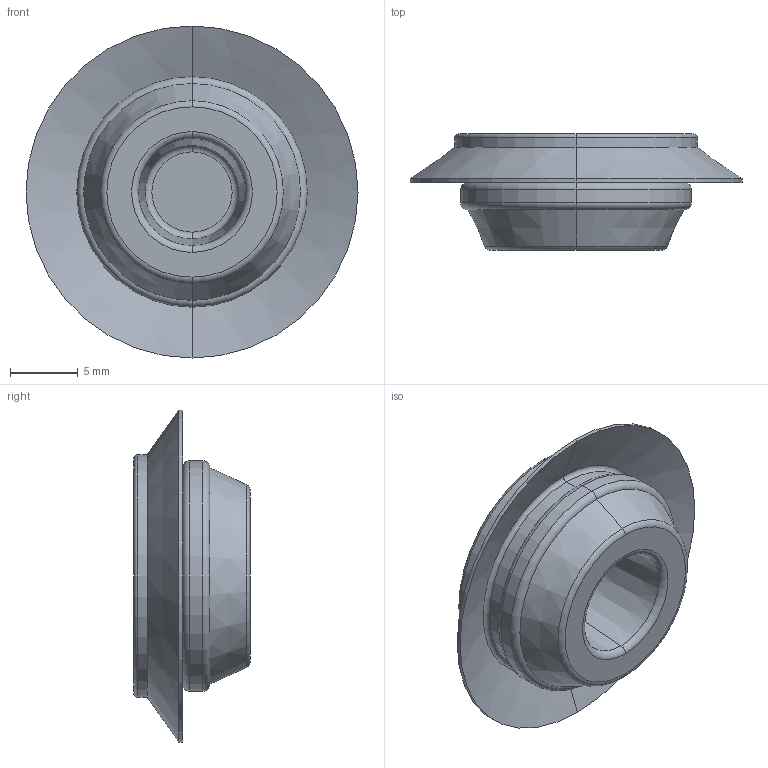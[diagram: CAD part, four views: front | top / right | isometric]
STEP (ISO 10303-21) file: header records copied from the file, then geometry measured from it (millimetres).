
FILE_DESCRIPTION (( 'STEP AP203' ), '1' );
FILE_NAME ('Žº‰ª•ÏŠ·.STEP', '2012-04-06T00:00:18', ( '' ), ( '' ), 'SwSTEP 2.0', 'SolidWorks 2011', '' );
FILE_SCHEMA (( 'CONFIG_CONTROL_DESIGN' ));
Length unit declared in the file: millimetre
Products named in the file (1): 室岡変換
Bounding box: 24.5 x 8.6 x 24.5 mm (x, y, z)
Volume: 981.9 mm3; surface area: 1965.4 mm2
Topology: 1 solids, 1 shells, 49 faces, 96 edges, 52 vertices
Faces by surface type: torus 22, cone 14, cylinder 8, plane 5
Entity records: 1333 total; most frequent: DIRECTION 270, CARTESIAN_POINT 198, ORIENTED_EDGE 192, AXIS2_PLACEMENT_3D 124, EDGE_CURVE 96, CIRCLE 74, EDGE_LOOP 52, VERTEX_POINT 52
